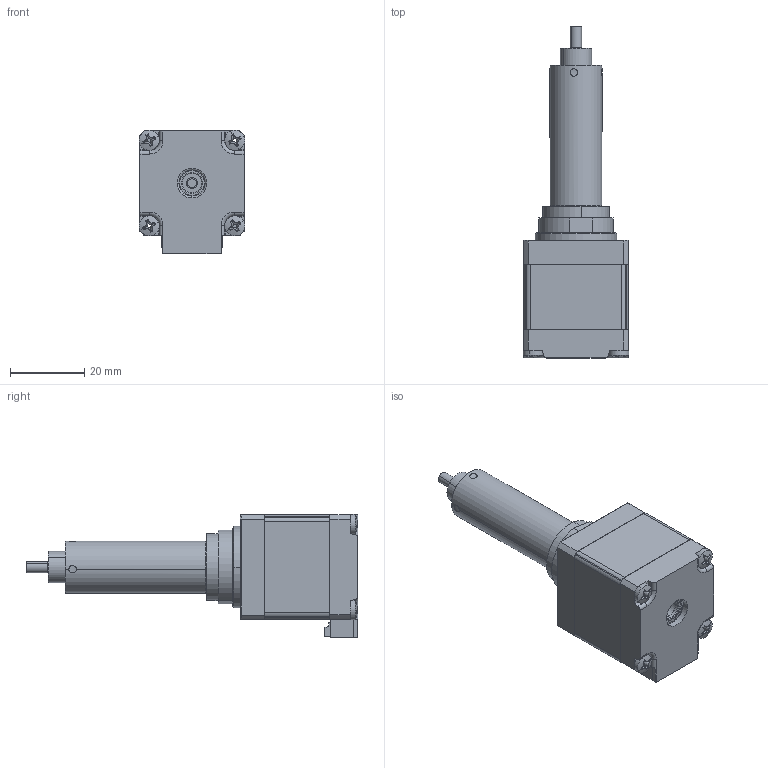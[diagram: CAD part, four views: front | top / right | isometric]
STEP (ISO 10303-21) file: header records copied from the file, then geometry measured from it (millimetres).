
FILE_DESCRIPTION (( 'STEP AP203' ), '1' );
FILE_NAME ('LC111S-E04025-38-S-050.STEP', '2019-02-27T01:49:09', ( 'Sky123.Org' ), ( 'Sky123.Org' ), 'SwSTEP 2.0', 'SolidWorks 2014', '' );
FILE_SCHEMA (( 'CONFIG_CONTROL_DESIGN' ));
Length unit declared in the file: millimetre
Products named in the file (1): LC111S-E04025-38-S-050
Bounding box: 28.4 x 89.2 x 33.2 mm (x, y, z)
Surface area: 12380.7 mm2 (no closed solid volume)
Topology: 0 solids, 29 shells, 302 faces, 1043 edges, 768 vertices
Faces by surface type: plane 147, cylinder 84, cone 48, torus 14, sphere 8, bspline 1
Entity records: 12686 total; most frequent: CARTESIAN_POINT 3713, DIRECTION 1852, ORIENTED_EDGE 1648, EDGE_CURVE 1043, VERTEX_POINT 768, AXIS2_PLACEMENT_3D 651, VECTOR 550, LINE 550
